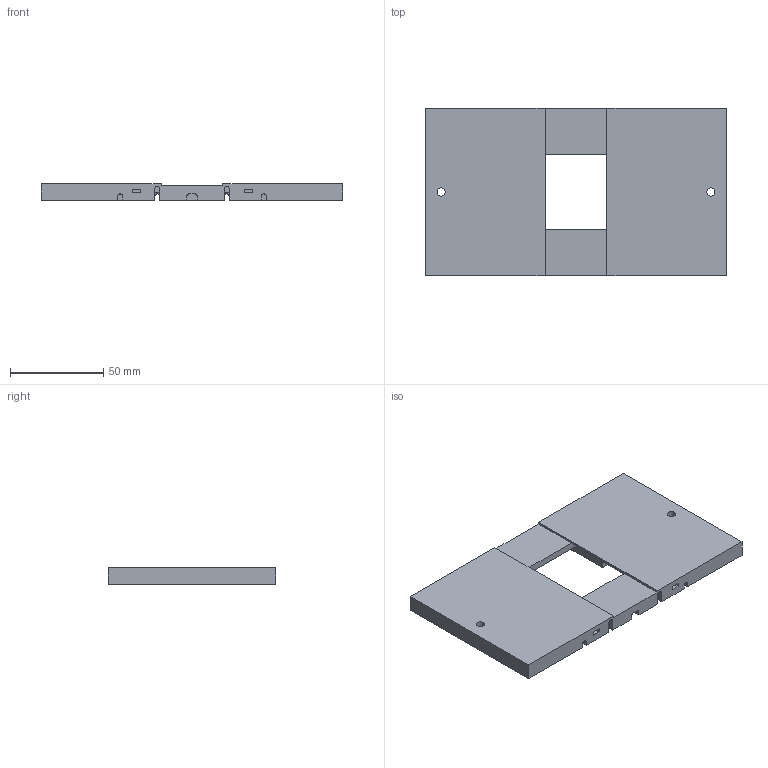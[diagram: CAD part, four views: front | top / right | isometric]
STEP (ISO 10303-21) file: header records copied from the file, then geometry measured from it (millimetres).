
FILE_DESCRIPTION(('FreeCAD Model'),'2;1');
FILE_NAME('Open CASCADE Shape Model','2025-01-12T19:52:09',(''),(''), 'Open CASCADE STEP processor 7.6','FreeCAD','Unknown');
FILE_SCHEMA(('CONFIG_CONTROL_DESIGN','SHAPE_APPEARANCE_LAYER_MIM'));
Length unit declared in the file: millimetre
Products named in the file (1): PeltierSupportPlane
Bounding box: 162 x 90 x 9 mm (x, y, z)
Volume: 100821.4 mm3; surface area: 33914.6 mm2
Topology: 1 solids, 1 shells, 73 faces, 215 edges, 140 vertices
Faces by surface type: plane 63, cylinder 10
Full cylindrical faces by diameter (mm): 4.4 x2
Entity records: 2464 total; most frequent: ORIENTED_EDGE 430, CARTESIAN_POINT 429, DIRECTION 386, EDGE_CURVE 215, LINE 192, VECTOR 192, VERTEX_POINT 140, AXIS2_PLACEMENT_3D 97
